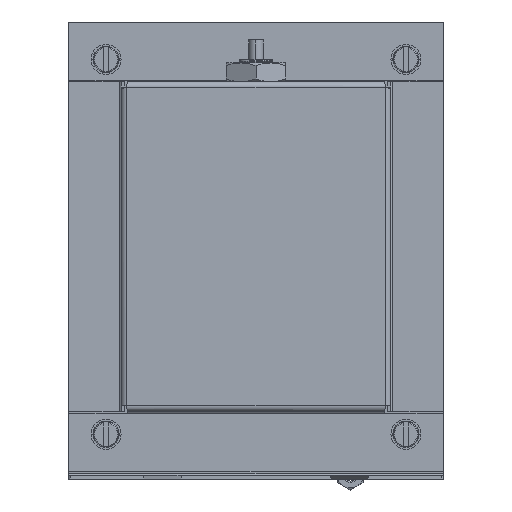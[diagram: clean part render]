
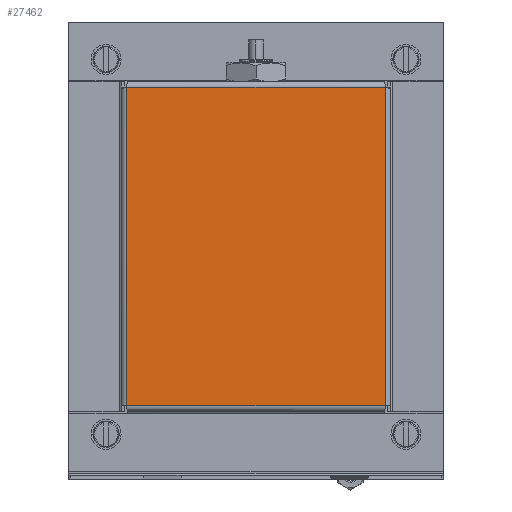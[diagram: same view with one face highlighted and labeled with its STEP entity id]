
A CAD part, top view. The second image highlights one B-rep face of the part: STEP entity #27462.
In plain terms, the highlighted planar face has unit normal (0, 0, 1).
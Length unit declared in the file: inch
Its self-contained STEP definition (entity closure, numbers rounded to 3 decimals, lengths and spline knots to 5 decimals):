
#2720 = CARTESIAN_POINT ( 'NONE',  ( -0.03687, -0.5981, 3.06257 ) ) ;
#3975 = CARTESIAN_POINT ( 'NONE',  ( 2.67966, -0.5981, 3.06257 ) ) ;
#4071 = DIRECTION ( 'NONE',  ( -1., 0., 0. ) ) ;
#6263 = CARTESIAN_POINT ( 'NONE',  ( 2.67966, 2.74836, 3.06257 ) ) ;
#8747 = DIRECTION ( 'NONE',  ( -1., 0., 0. ) ) ;
#9332 = DIRECTION ( 'NONE',  ( 1., 0., 0. ) ) ;
#13723 = EDGE_CURVE ( 'NONE', #34237, #35293, #30353, .T. ) ;
#15670 = VERTEX_POINT ( 'NONE', #3975 ) ;
#15806 = VECTOR ( 'NONE', #39596, 39.37008 ) ;
#16250 = CARTESIAN_POINT ( 'NONE',  ( 2.62848, 2.56003, 3.06257 ) ) ;
#18684 = EDGE_LOOP ( 'NONE', ( #41800, #23675, #36469, #37016 ) ) ;
#19446 = VECTOR ( 'NONE', #4071, 39.37008 ) ;
#19891 = LINE ( 'NONE', #38695, #40199 ) ;
#23460 = VERTEX_POINT ( 'NONE', #2720 ) ;
#23601 = AXIS2_PLACEMENT_3D ( 'NONE', #16250, #42715, #8747 ) ;
#23675 = ORIENTED_EDGE ( 'NONE', *, *, #42694, .T. ) ;
#24331 = FACE_OUTER_BOUND ( 'NONE', #18684, .T. ) ;
#24486 = CARTESIAN_POINT ( 'NONE',  ( -0.03687, 2.74836, 3.06257 ) ) ;
#26734 = VECTOR ( 'NONE', #9332, 39.37008 ) ;
#27462 = ADVANCED_FACE ( 'NONE', ( #24331 ), #46462, .F. ) ;
#28260 = LINE ( 'NONE', #24486, #15806 ) ;
#30353 = LINE ( 'NONE', #37984, #19446 ) ;
#31917 = EDGE_CURVE ( 'NONE', #35293, #23460, #28260, .T. ) ;
#34237 = VERTEX_POINT ( 'NONE', #6263 ) ;
#34509 = DIRECTION ( 'NONE',  ( 0., 1., 0. ) ) ;
#35293 = VERTEX_POINT ( 'NONE', #45928 ) ;
#36469 = ORIENTED_EDGE ( 'NONE', *, *, #13723, .T. ) ;
#37016 = ORIENTED_EDGE ( 'NONE', *, *, #31917, .T. ) ;
#37984 = CARTESIAN_POINT ( 'NONE',  ( 2.67966, 2.74836, 3.06257 ) ) ;
#38695 = CARTESIAN_POINT ( 'NONE',  ( 2.67966, -0.5981, 3.06257 ) ) ;
#39596 = DIRECTION ( 'NONE',  ( 0., -1., 0. ) ) ;
#40199 = VECTOR ( 'NONE', #34509, 39.37008 ) ;
#41564 = EDGE_CURVE ( 'NONE', #23460, #15670, #47050, .T. ) ;
#41800 = ORIENTED_EDGE ( 'NONE', *, *, #41564, .T. ) ;
#42694 = EDGE_CURVE ( 'NONE', #15670, #34237, #19891, .T. ) ;
#42715 = DIRECTION ( 'NONE',  ( 0., 0., -1. ) ) ;
#43298 = CARTESIAN_POINT ( 'NONE',  ( -0.03687, -0.5981, 3.06257 ) ) ;
#45928 = CARTESIAN_POINT ( 'NONE',  ( -0.03687, 2.74836, 3.06257 ) ) ;
#46462 = PLANE ( 'NONE',  #23601 ) ;
#47050 = LINE ( 'NONE', #43298, #26734 ) ;
